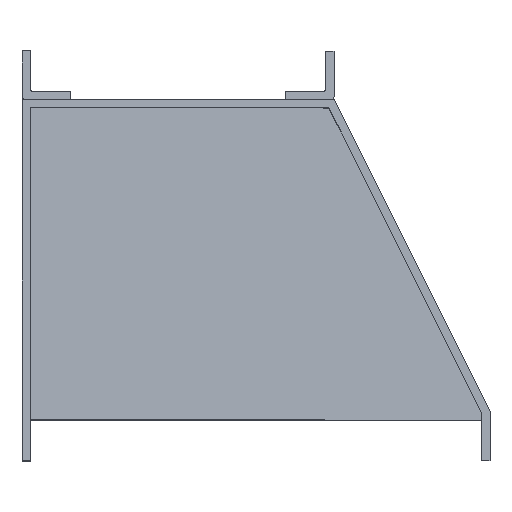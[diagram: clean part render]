
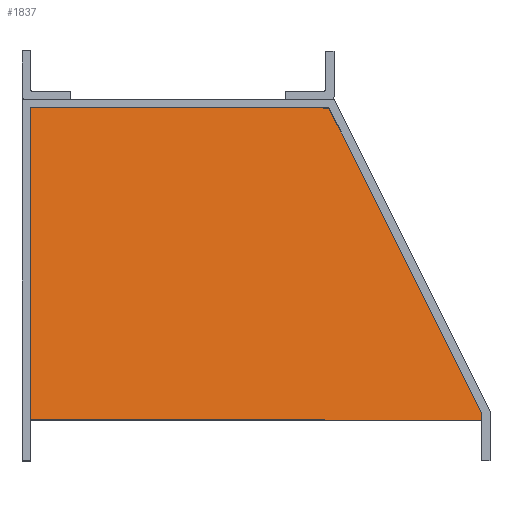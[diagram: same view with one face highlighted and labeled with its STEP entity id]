
A CAD part, top view. The second image highlights one B-rep face of the part: STEP entity #1837.
In plain terms, the highlighted planar face has unit normal (0.316, 0, 0.949).
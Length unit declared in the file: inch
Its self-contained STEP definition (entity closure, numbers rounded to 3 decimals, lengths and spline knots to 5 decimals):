
#95 = PLANE ( 'NONE',  #1399 ) ;
#157 = DIRECTION ( 'NONE',  ( -0.949, 0., 0.316 ) ) ;
#312 = DIRECTION ( 'NONE',  ( 0.316, 0., 0.949 ) ) ;
#365 = VECTOR ( 'NONE', #634, 39.37008 ) ;
#488 = CARTESIAN_POINT ( 'NONE',  ( 9.44549, 9.35, 2.15503 ) ) ;
#540 = CARTESIAN_POINT ( 'NONE',  ( 14.47906, 9.6, 0.47717 ) ) ;
#634 = DIRECTION ( 'NONE',  ( -0.949, 0., 0.316 ) ) ;
#880 = CARTESIAN_POINT ( 'NONE',  ( 0.25, -0.25, 5.22019 ) ) ;
#896 = ORIENTED_EDGE ( 'NONE', *, *, #2377, .T. ) ;
#933 = EDGE_CURVE ( 'NONE', #2195, #1364, #2799, .T. ) ;
#993 = DIRECTION ( 'NONE',  ( 0., 1., 0. ) ) ;
#1009 = LINE ( 'NONE', #2452, #2454 ) ;
#1083 = EDGE_CURVE ( 'NONE', #1451, #1364, #1332, .T. ) ;
#1091 = VECTOR ( 'NONE', #157, 39.37008 ) ;
#1094 = ORIENTED_EDGE ( 'NONE', *, *, #933, .T. ) ;
#1096 = CARTESIAN_POINT ( 'NONE',  ( 1.59106, 9.35, 4.77317 ) ) ;
#1165 = CARTESIAN_POINT ( 'NONE',  ( 14.15, -0.25, 0.58686 ) ) ;
#1332 = LINE ( 'NONE', #3068, #365 ) ;
#1364 = VERTEX_POINT ( 'NONE', #880 ) ;
#1386 = EDGE_CURVE ( 'NONE', #1711, #2195, #2340, .T. ) ;
#1399 = AXIS2_PLACEMENT_3D ( 'NONE', #540, #312, #2233 ) ;
#1451 = VERTEX_POINT ( 'NONE', #1165 ) ;
#1488 = VERTEX_POINT ( 'NONE', #2386 ) ;
#1573 = VECTOR ( 'NONE', #1775, 39.37008 ) ;
#1618 = ORIENTED_EDGE ( 'NONE', *, *, #1083, .F. ) ;
#1706 = EDGE_LOOP ( 'NONE', ( #1618, #896, #2719, #1893, #1094 ) ) ;
#1711 = VERTEX_POINT ( 'NONE', #488 ) ;
#1775 = DIRECTION ( 'NONE',  ( 0.442, -0.885, -0.147 ) ) ;
#1808 = LINE ( 'NONE', #2324, #1573 ) ;
#1837 = ADVANCED_FACE ( 'NONE', ( #2004 ), #95, .T. ) ;
#1893 = ORIENTED_EDGE ( 'NONE', *, *, #1386, .T. ) ;
#2004 = FACE_OUTER_BOUND ( 'NONE', #1706, .T. ) ;
#2195 = VERTEX_POINT ( 'NONE', #3079 ) ;
#2233 = DIRECTION ( 'NONE',  ( 0.949, 0., -0.316 ) ) ;
#2299 = VECTOR ( 'NONE', #3103, 39.37008 ) ;
#2324 = CARTESIAN_POINT ( 'NONE',  ( 10.44192, 7.35715, 1.82288 ) ) ;
#2340 = LINE ( 'NONE', #1096, #1091 ) ;
#2377 = EDGE_CURVE ( 'NONE', #1451, #1488, #1009, .T. ) ;
#2386 = CARTESIAN_POINT ( 'NONE',  ( 14.15, -0.05902, 0.58686 ) ) ;
#2452 = CARTESIAN_POINT ( 'NONE',  ( 14.15, 9.6, 0.58686 ) ) ;
#2454 = VECTOR ( 'NONE', #993, 39.37008 ) ;
#2642 = CARTESIAN_POINT ( 'NONE',  ( 0.25, 9.6, 5.22019 ) ) ;
#2719 = ORIENTED_EDGE ( 'NONE', *, *, #2951, .F. ) ;
#2799 = LINE ( 'NONE', #2642, #2299 ) ;
#2951 = EDGE_CURVE ( 'NONE', #1711, #1488, #1808, .T. ) ;
#3068 = CARTESIAN_POINT ( 'NONE',  ( 1.59106, -0.25, 4.77317 ) ) ;
#3079 = CARTESIAN_POINT ( 'NONE',  ( 0.25, 9.35, 5.22019 ) ) ;
#3103 = DIRECTION ( 'NONE',  ( 0., -1., 0. ) ) ;
